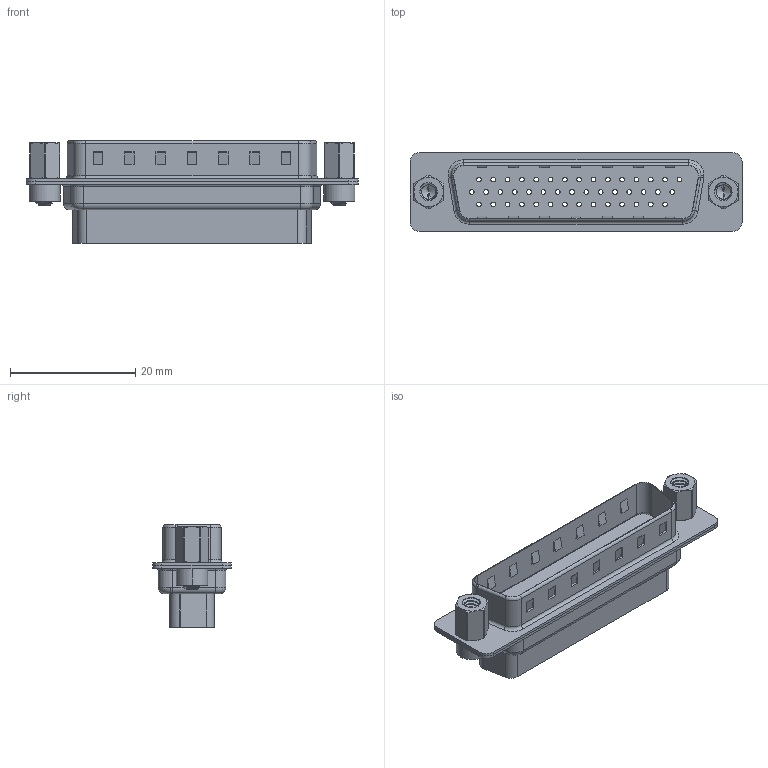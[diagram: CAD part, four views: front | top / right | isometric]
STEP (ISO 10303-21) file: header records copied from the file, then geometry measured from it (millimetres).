
FILE_DESCRIPTION (( 'STEP AP203' ), '1' );
FILE_NAME ('637-044-010-243.STEP', '2020-07-17T21:23:07', ( '' ), ( '' ), 'SwSTEP 2.0', 'SolidWorks 2020', '' );
FILE_SCHEMA (( 'CONFIG_CONTROL_DESIGN' ));
Length unit declared in the file: millimetre
Products named in the file (6): 637-044-010-243; 637 4-40 Threaded Rivet; 637 Shell Front_44 Contacts; 637 Housing_44 Contacts HP; 637 4-40 Hex Standoff; 637 Shell Rear_44 Contacts
Assembly tree (7 placements, depth 2):
  637-044-010-243
    637 Housing_44 Contacts HP
    637 Shell Front_44 Contacts
    637 Shell Rear_44 Contacts
    637 4-40 Threaded Rivet  x2
    637 4-40 Hex Standoff  x2
Bounding box: 53 x 12.6 x 16.4 mm (x, y, z)
Volume: 3191.3 mm3; surface area: 7811.5 mm2
Topology: 7 solids, 7 shells, 854 faces, 2097 edges, 1356 vertices
Faces by surface type: cylinder 473, plane 281, torus 50, cone 32, bspline 18
Entity records: 27392 total; most frequent: CARTESIAN_POINT 8221, DIRECTION 4067, ORIENTED_EDGE 3680, EDGE_CURVE 1840, AXIS2_PLACEMENT_3D 1606, VERTEX_POINT 1191, EDGE_LOOP 987, VECTOR 855
